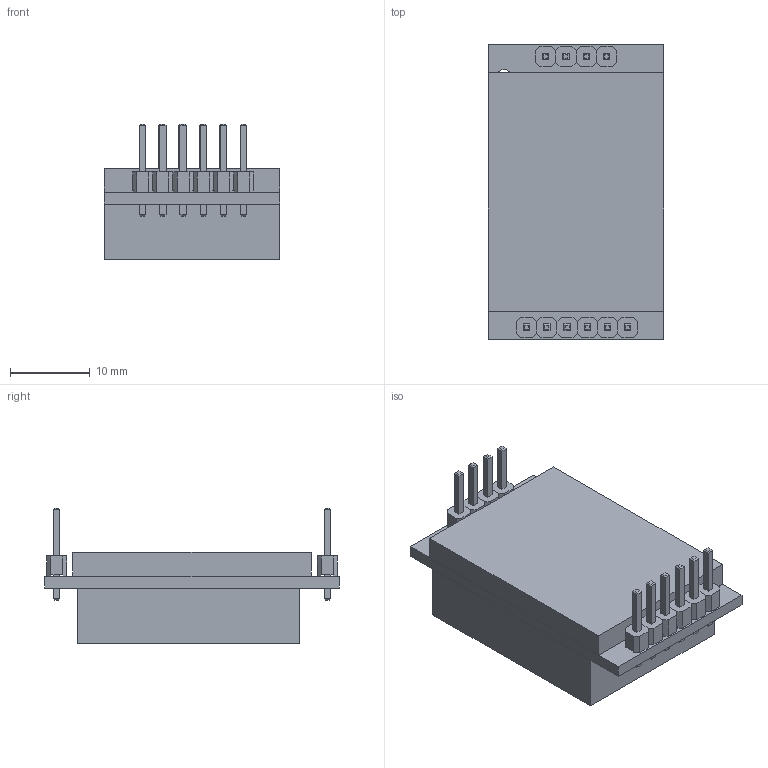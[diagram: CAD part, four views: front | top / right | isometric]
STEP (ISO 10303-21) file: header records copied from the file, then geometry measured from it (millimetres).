
FILE_DESCRIPTION(('FreeCAD Model'),'2;1');
FILE_NAME('DS3231M.stp','2020-07-12T22:34:54',('Author'),(''), 'Open CASCADE STEP processor 7.3','FreeCAD','Unknown');
FILE_SCHEMA(('CONFIG_CONTROL_DESIGN','SHAPE_APPEARANCE_LAYER_MIM'));
Length unit declared in the file: millimetre
Products named in the file (7): PCB; PARTS; Array003; Array002; Array001; Array; Pad001
Bounding box: 22 x 37 x 17.04 mm (x, y, z)
Volume: 7699.4 mm3; surface area: 6186.1 mm2
Topology: 23 solids, 23 shells, 351 faces, 2235 edges, 6250 vertices
Faces by surface type: plane 338, cylinder 13
Full cylindrical faces by diameter (mm): 0.5 x10, 1.8 x3
Entity records: 43076 total; most frequent: CARTESIAN_POINT 10583, DIRECTION 4529, LINE 3773, VECTOR 3773, ORIENTED_EDGE 1590, PCURVE 1590, DEFINITIONAL_REPRESENTATION 1590, UNCERTAINTY_MEASURE_WITH_UNIT 1471
